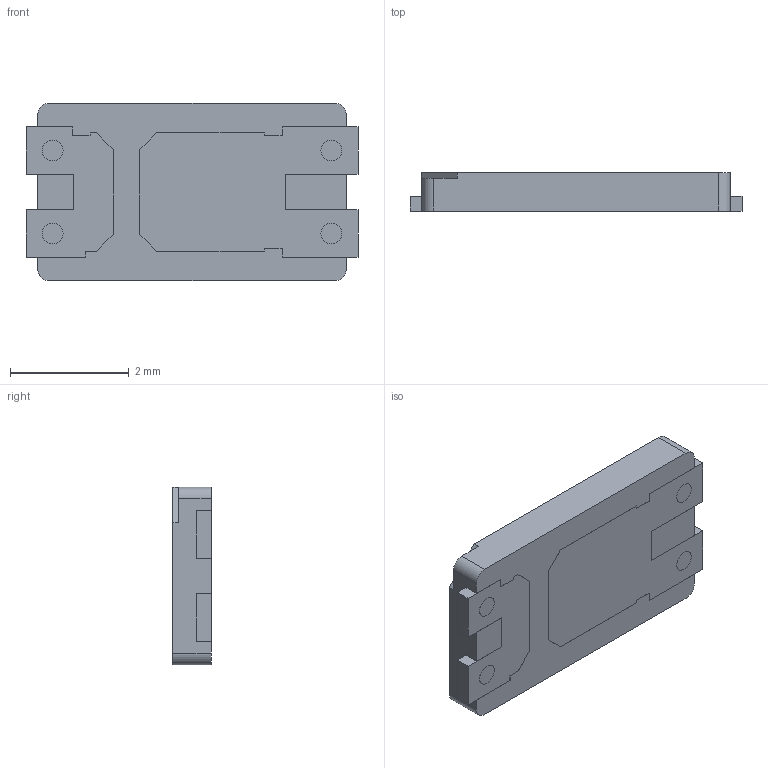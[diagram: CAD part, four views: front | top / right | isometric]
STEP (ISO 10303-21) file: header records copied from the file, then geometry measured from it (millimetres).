
FILE_DESCRIPTION (( 'STEP AP203' ), '1' );
FILE_NAME ('5630d.STEP', '2017-05-29T07:49:25', ( '' ), ( '' ), 'SwSTEP 2.0', 'SolidWorks 2016', '' );
FILE_SCHEMA (( 'CONFIG_CONTROL_DESIGN' ));
Length unit declared in the file: millimetre
Products named in the file (2): 5630d
Bounding box: 5.6 x 0.65 x 3 mm (x, y, z)
Volume: 10.2 mm3; surface area: 43.3 mm2
Topology: 1 solids, 1 shells, 87 faces, 240 edges, 160 vertices
Faces by surface type: plane 59, cylinder 23, bspline 5
Full cylindrical faces by diameter (mm): 0.35 x4
Entity records: 2950 total; most frequent: CARTESIAN_POINT 620, ORIENTED_EDGE 472, DIRECTION 410, EDGE_CURVE 236, VECTOR 180, LINE 180, VERTEX_POINT 160, AXIS2_PLACEMENT_3D 115
